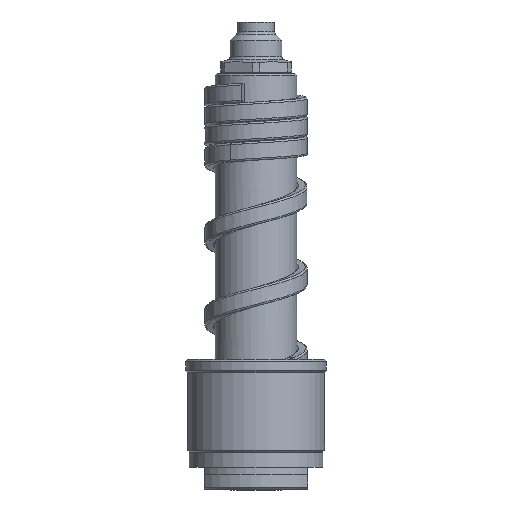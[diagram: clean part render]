
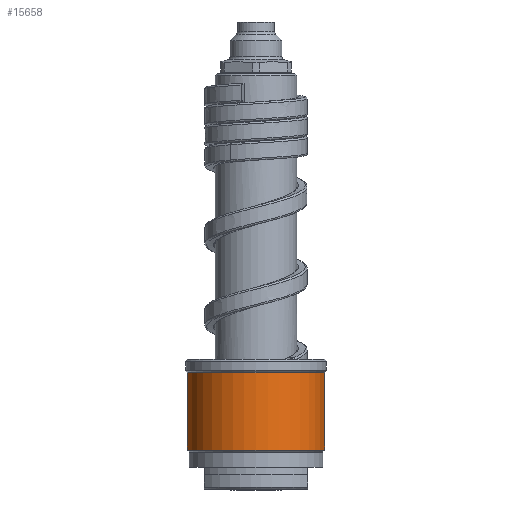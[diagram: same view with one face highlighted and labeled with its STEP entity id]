
A CAD part, front view. The second image highlights one B-rep face of the part: STEP entity #15658.
In plain terms, the highlighted cylindrical face has radius 18.5 mm (diameter 37 mm), a partial arc.
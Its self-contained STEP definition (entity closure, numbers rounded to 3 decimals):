
#5839=CARTESIAN_POINT('',(0.,0.,10.583));
#5840=DIRECTION('',(0.,0.,1.));
#5841=DIRECTION('',(-1.,0.,0.));
#5842=AXIS2_PLACEMENT_3D('',#5839,#5840,#5841);
#5844=DIRECTION('',(0.,0.,-1.));
#5845=VECTOR('',#5844,20.834);
#5846=CARTESIAN_POINT('',(-18.5,0.,31.417));
#5847=LINE('',#5846,#5845);
#5848=CARTESIAN_POINT('',(0.,0.,31.417));
#5849=DIRECTION('',(0.,0.,1.));
#5850=DIRECTION('',(-1.,0.,0.));
#5851=AXIS2_PLACEMENT_3D('',#5848,#5849,#5850);
#5853=DIRECTION('',(0.,0.,-1.));
#5854=VECTOR('',#5853,20.834);
#5855=CARTESIAN_POINT('',(18.5,0.,31.417));
#5856=LINE('',#5855,#5854);
#6179=CARTESIAN_POINT('',(18.5,0.,31.417));
#6180=CARTESIAN_POINT('',(-18.5,0.,31.417));
#6181=VERTEX_POINT('',#6179);
#6182=VERTEX_POINT('',#6180);
#6205=CARTESIAN_POINT('',(18.5,0.,10.583));
#6206=VERTEX_POINT('',#6205);
#6207=CARTESIAN_POINT('',(-18.5,0.,10.583));
#6208=VERTEX_POINT('',#6207);
#15646=CARTESIAN_POINT('',(0.,0.,8.75));
#15647=DIRECTION('',(0.,0.,1.));
#15648=DIRECTION('',(-1.,0.,0.));
#15649=AXIS2_PLACEMENT_3D('',#15646,#15647,#15648);
#15650=CYLINDRICAL_SURFACE('',#15649,18.5);
#15651=ORIENTED_EDGE('',*,*,#13875,.F.);
#15652=ORIENTED_EDGE('',*,*,#13856,.F.);
#15654=ORIENTED_EDGE('',*,*,#15653,.T.);
#15655=ORIENTED_EDGE('',*,*,#13852,.T.);
#15656=EDGE_LOOP('',(#15651,#15652,#15654,#15655));
#15657=FACE_OUTER_BOUND('',#15656,.F.);
#5843=CIRCLE('',#5842,18.5);
#5852=CIRCLE('',#5851,18.5);
#13852=EDGE_CURVE('',#6181,#6206,#5856,.T.);
#13856=EDGE_CURVE('',#6182,#6208,#5847,.T.);
#13875=EDGE_CURVE('',#6208,#6206,#5843,.T.);
#15653=EDGE_CURVE('',#6182,#6181,#5852,.T.);
#15658=ADVANCED_FACE('',(#15657),#15650,.T.);
